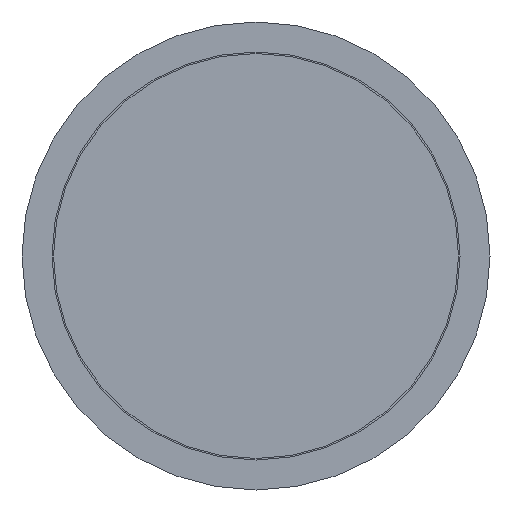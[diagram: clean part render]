
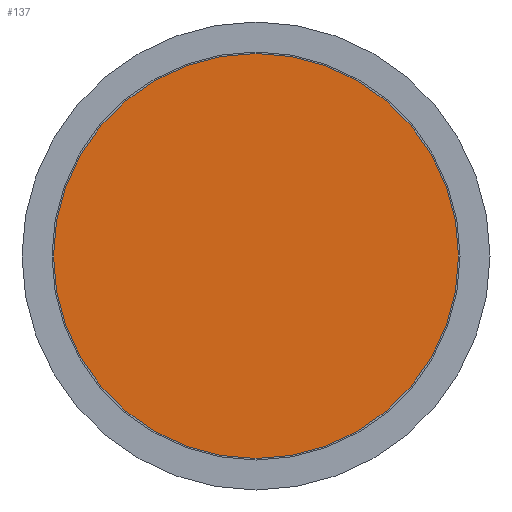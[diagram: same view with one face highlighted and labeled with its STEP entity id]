
A CAD part, front view. The second image highlights one B-rep face of the part: STEP entity #137.
In plain terms, the highlighted planar face has unit normal (0, -1, 0).
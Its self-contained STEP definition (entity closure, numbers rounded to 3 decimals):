
#55 = CARTESIAN_POINT ( 'NONE',  ( 0., 0., -33.75 ) ) ;
#74 = ORIENTED_EDGE ( 'NONE', *, *, #247, .T. ) ;
#90 = AXIS2_PLACEMENT_3D ( 'NONE', #446, #547, #500 ) ;
#123 = EDGE_LOOP ( 'NONE', ( #74 ) ) ;
#133 = CARTESIAN_POINT ( 'NONE',  ( -33.75, 0., 0. ) ) ;
#137 = ADVANCED_FACE ( 'NONE', ( #270 ), #532, .F. ) ;
#139 = DIRECTION ( 'NONE',  ( 0., 0., 1. ) ) ;
#185 = DIRECTION ( 'NONE',  ( 0., 1., 0. ) ) ;
#247 = EDGE_CURVE ( 'NONE', #526, #526, #501, .T. ) ;
#270 = FACE_OUTER_BOUND ( 'NONE', #123, .T. ) ;
#313 = AXIS2_PLACEMENT_3D ( 'NONE', #133, #185, #139 ) ;
#446 = CARTESIAN_POINT ( 'NONE',  ( 0., 0., 0. ) ) ;
#500 = DIRECTION ( 'NONE',  ( 0., 0., -1. ) ) ;
#501 = CIRCLE ( 'NONE', #90, 33.75 ) ;
#526 = VERTEX_POINT ( 'NONE', #55 ) ;
#532 = PLANE ( 'NONE',  #313 ) ;
#547 = DIRECTION ( 'NONE',  ( 0., -1., 0. ) ) ;
